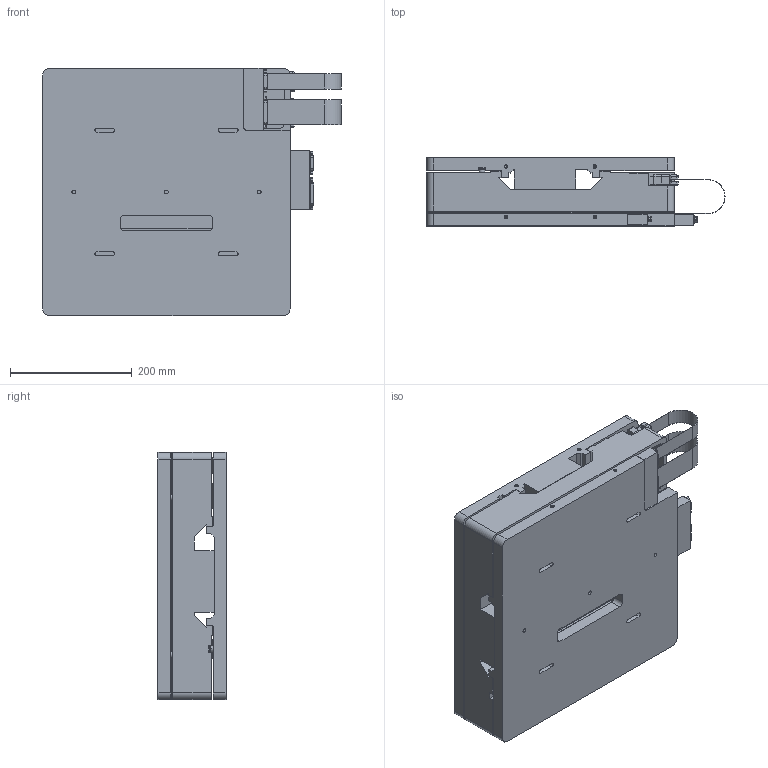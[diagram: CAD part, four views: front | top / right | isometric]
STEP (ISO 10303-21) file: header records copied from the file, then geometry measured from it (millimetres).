
FILE_DESCRIPTION (( 'STEP AP203' ), '1' );
FILE_NAME ('0-304-2M-8-8.STEP', '2020-09-16T18:31:02', ( '' ), ( '' ), 'SwSTEP 2.0', 'SolidWorks 2019', '' );
FILE_SCHEMA (( 'CONFIG_CONTROL_DESIGN' ));
Length unit declared in the file: inch
Products named in the file (1): 0-304-2M-8-8
Bounding box: 490.3 x 111.92 x 406.4 mm (x, y, z)
Volume: 14369638.1 mm3; surface area: 1442769.2 mm2
Topology: 3 solids, 12 shells, 819 faces, 2118 edges, 1360 vertices
Faces by surface type: plane 465, cylinder 264, cone 66, torus 16, sphere 8
Full cylindrical faces by diameter (mm): 2.261 x8, 2.845 x8, 2.997 x2, 3.124 x8, 3.175 x2, 3.797 x4, 5.105 x14, 6.35 x2, 6.375 x6, 9.525 x4
Entity records: 23919 total; most frequent: CARTESIAN_POINT 4256, DIRECTION 4116, ORIENTED_EDGE 3868, EDGE_CURVE 1934, AXIS2_PLACEMENT_3D 1388, VECTOR 1340, LINE 1340, VERTEX_POINT 1308
